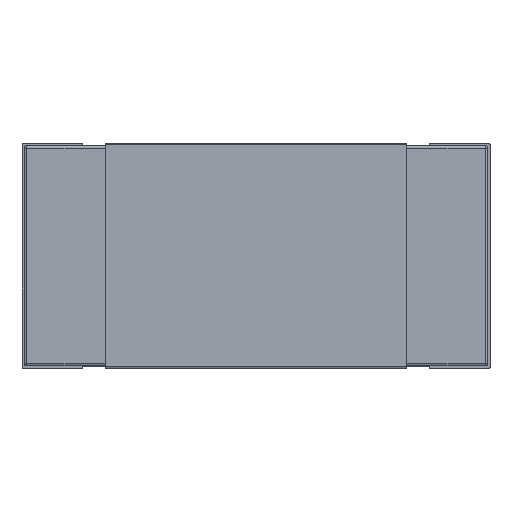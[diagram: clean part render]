
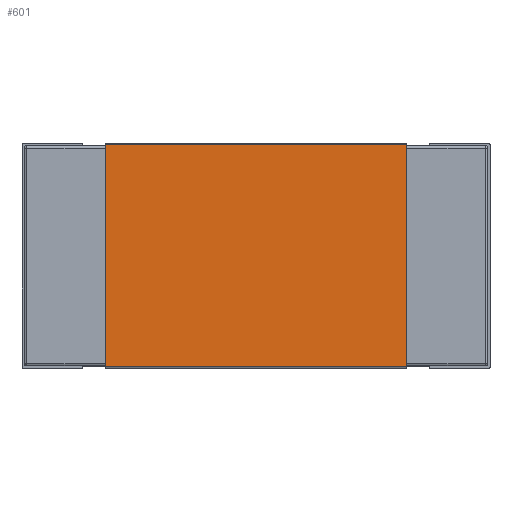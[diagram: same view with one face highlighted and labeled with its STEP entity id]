
A CAD part, top view. The second image highlights one B-rep face of the part: STEP entity #601.
In plain terms, the highlighted planar face has unit normal (0, 0, 1).
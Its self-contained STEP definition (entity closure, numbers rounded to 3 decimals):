
#30 = EDGE_CURVE ( 'NONE', #2278, #1636, #2381, .T. ) ;
#32 = EDGE_CURVE ( 'NONE', #1262, #1636, #2384, .T. ) ;
#33 = EDGE_CURVE ( 'NONE', #2302, #1262, #2385, .T. ) ;
#34 = EDGE_CURVE ( 'NONE', #2302, #2278, #2382, .T. ) ;
#470 = AXIS2_PLACEMENT_3D ( 'NONE', #2101, #2102, #2103 ) ;
#601 = ADVANCED_FACE ( 'NONE', ( #691 ), #2093, .T. ) ;
#691 = FACE_OUTER_BOUND ( 'NONE', #1253, .T. ) ;
#1089 = ORIENTED_EDGE ( 'NONE', *, *, #30, .T. ) ;
#1090 = ORIENTED_EDGE ( 'NONE', *, *, #32, .F. ) ;
#1091 = ORIENTED_EDGE ( 'NONE', *, *, #33, .F. ) ;
#1092 = ORIENTED_EDGE ( 'NONE', *, *, #34, .T. ) ;
#1253 = EDGE_LOOP ( 'NONE', ( #1089, #1090, #1091, #1092 ) ) ;
#1262 = VERTEX_POINT ( 'NONE', #2223 ) ;
#1302 = CARTESIAN_POINT ( 'NONE',  ( -0.65, -0.005, 0.635 ) ) ;
#1326 = CARTESIAN_POINT ( 'NONE',  ( -0.65, 0.955, 0.635 ) ) ;
#1636 = VERTEX_POINT ( 'NONE', #2244 ) ;
#2093 = PLANE ( 'NONE',  #470 ) ;
#2101 = CARTESIAN_POINT ( 'NONE',  ( -0.65, -0.005, 0.635 ) ) ;
#2102 = DIRECTION ( 'NONE',  ( 0., 0., 1. ) ) ;
#2103 = DIRECTION ( 'NONE',  ( 0., -1., 0. ) ) ;
#2223 = CARTESIAN_POINT ( 'NONE',  ( 0.65, 0.955, 0.635 ) ) ;
#2244 = CARTESIAN_POINT ( 'NONE',  ( 0.65, -0.005, 0.635 ) ) ;
#2278 = VERTEX_POINT ( 'NONE', #1302 ) ;
#2302 = VERTEX_POINT ( 'NONE', #1326 ) ;
#2381 = LINE ( 'NONE', #2827, #2383 ) ;
#2382 = LINE ( 'NONE', #2851, #2390 ) ;
#2383 = VECTOR ( 'NONE', #2825, 1000. ) ;
#2384 = LINE ( 'NONE', #2806, #2386 ) ;
#2385 = LINE ( 'NONE', #2809, #2388 ) ;
#2386 = VECTOR ( 'NONE', #2808, 1000. ) ;
#2388 = VECTOR ( 'NONE', #2790, 1000. ) ;
#2390 = VECTOR ( 'NONE', #2852, 1000. ) ;
#2790 = DIRECTION ( 'NONE',  ( 1., 0., 0. ) ) ;
#2806 = CARTESIAN_POINT ( 'NONE',  ( 0.65, 0.955, 0.635 ) ) ;
#2808 = DIRECTION ( 'NONE',  ( 0., -1., 0. ) ) ;
#2809 = CARTESIAN_POINT ( 'NONE',  ( -0.65, 0.955, 0.635 ) ) ;
#2825 = DIRECTION ( 'NONE',  ( 1., 0., 0. ) ) ;
#2827 = CARTESIAN_POINT ( 'NONE',  ( -0.65, -0.005, 0.635 ) ) ;
#2851 = CARTESIAN_POINT ( 'NONE',  ( -0.65, 0.955, 0.635 ) ) ;
#2852 = DIRECTION ( 'NONE',  ( 0., -1., 0. ) ) ;
